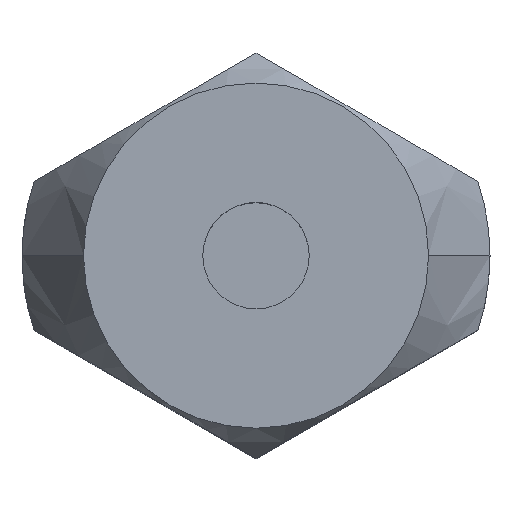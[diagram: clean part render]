
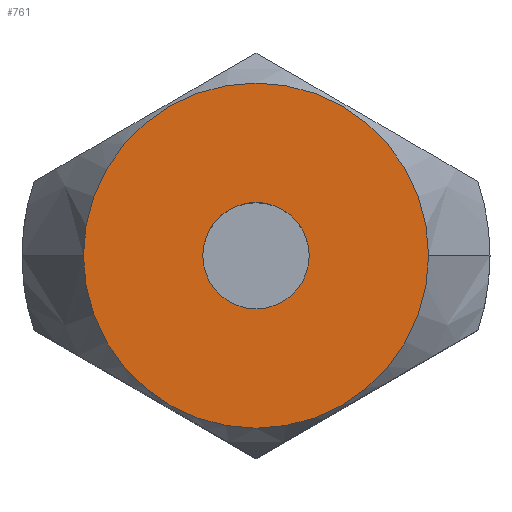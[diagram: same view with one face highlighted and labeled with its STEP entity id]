
A CAD part, top view. The second image highlights one B-rep face of the part: STEP entity #761.
In plain terms, the highlighted planar face has unit normal (0, 0, 1).
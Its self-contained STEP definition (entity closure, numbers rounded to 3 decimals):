
#14 = EDGE_CURVE ( 'NONE', #580, #123, #526, .T. ) ;
#16 = DIRECTION ( 'NONE',  ( 0., 0., 1. ) ) ;
#67 = ORIENTED_EDGE ( 'NONE', *, *, #100, .T. ) ;
#70 = CARTESIAN_POINT ( 'NONE',  ( 8.113, 0., 17. ) ) ;
#81 = AXIS2_PLACEMENT_3D ( 'NONE', #688, #759, #395 ) ;
#100 = EDGE_CURVE ( 'NONE', #592, #103, #699, .T. ) ;
#103 = VERTEX_POINT ( 'NONE', #557 ) ;
#123 = VERTEX_POINT ( 'NONE', #378 ) ;
#127 = DIRECTION ( 'NONE',  ( 0., 0., 1. ) ) ;
#128 = DIRECTION ( 'NONE',  ( 1., 0., 0. ) ) ;
#142 = FACE_BOUND ( 'NONE', #513, .T. ) ;
#196 = CARTESIAN_POINT ( 'NONE',  ( 8.113, 0., 17. ) ) ;
#241 = CIRCLE ( 'NONE', #545, 2.5 ) ;
#250 = CARTESIAN_POINT ( 'NONE',  ( 0., 0., 17. ) ) ;
#255 = DIRECTION ( 'NONE',  ( -1., 0., 0. ) ) ;
#277 = EDGE_CURVE ( 'NONE', #103, #592, #301, .T. ) ;
#301 = CIRCLE ( 'NONE', #81, 8.113 ) ;
#350 = EDGE_LOOP ( 'NONE', ( #706, #67 ) ) ;
#355 = DIRECTION ( 'NONE',  ( 1., 0., 0. ) ) ;
#373 = DIRECTION ( 'NONE',  ( 0., 0., -1. ) ) ;
#375 = DIRECTION ( 'NONE',  ( 1., 0., 0. ) ) ;
#378 = CARTESIAN_POINT ( 'NONE',  ( 2.5, 0., 17. ) ) ;
#387 = AXIS2_PLACEMENT_3D ( 'NONE', #437, #616, #375 ) ;
#395 = DIRECTION ( 'NONE',  ( 1., 0., 0. ) ) ;
#414 = ORIENTED_EDGE ( 'NONE', *, *, #14, .F. ) ;
#437 = CARTESIAN_POINT ( 'NONE',  ( 0., 0., 17. ) ) ;
#513 = EDGE_LOOP ( 'NONE', ( #585, #414 ) ) ;
#526 = CIRCLE ( 'NONE', #624, 2.5 ) ;
#535 = CARTESIAN_POINT ( 'NONE',  ( 0., 0., 17. ) ) ;
#545 = AXIS2_PLACEMENT_3D ( 'NONE', #535, #16, #128 ) ;
#557 = CARTESIAN_POINT ( 'NONE',  ( -8.113, 0., 17. ) ) ;
#580 = VERTEX_POINT ( 'NONE', #671 ) ;
#585 = ORIENTED_EDGE ( 'NONE', *, *, #739, .F. ) ;
#592 = VERTEX_POINT ( 'NONE', #196 ) ;
#606 = FACE_OUTER_BOUND ( 'NONE', #350, .T. ) ;
#616 = DIRECTION ( 'NONE',  ( 0., 0., 1. ) ) ;
#618 = AXIS2_PLACEMENT_3D ( 'NONE', #70, #373, #255 ) ;
#624 = AXIS2_PLACEMENT_3D ( 'NONE', #250, #127, #355 ) ;
#657 = PLANE ( 'NONE',  #618 ) ;
#671 = CARTESIAN_POINT ( 'NONE',  ( -2.5, 0., 17. ) ) ;
#688 = CARTESIAN_POINT ( 'NONE',  ( 0., 0., 17. ) ) ;
#699 = CIRCLE ( 'NONE', #387, 8.113 ) ;
#706 = ORIENTED_EDGE ( 'NONE', *, *, #277, .T. ) ;
#739 = EDGE_CURVE ( 'NONE', #123, #580, #241, .T. ) ;
#759 = DIRECTION ( 'NONE',  ( 0., 0., 1. ) ) ;
#761 = ADVANCED_FACE ( 'NONE', ( #142, #606 ), #657, .F. ) ;
